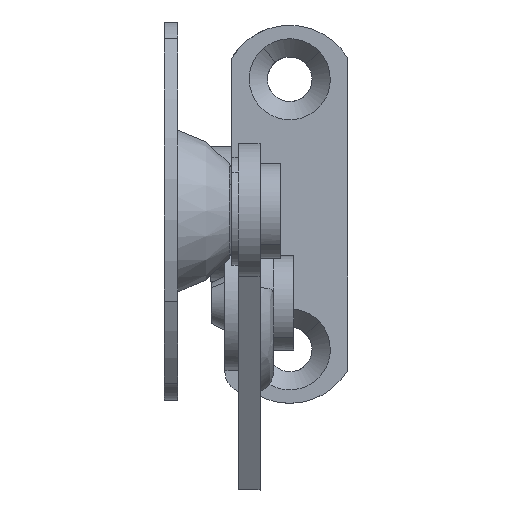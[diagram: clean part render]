
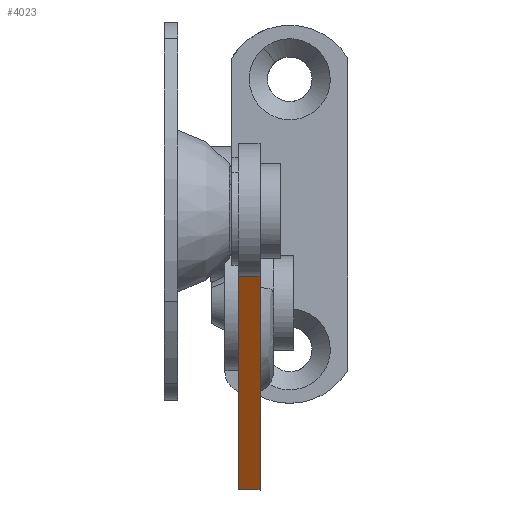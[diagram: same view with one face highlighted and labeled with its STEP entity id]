
A CAD part, top view. The second image highlights one B-rep face of the part: STEP entity #4023.
In plain terms, the highlighted free-form (B-spline) face has degree [1, 1] with [2, 2] control points.
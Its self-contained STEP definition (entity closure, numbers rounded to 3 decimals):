
#3791=CARTESIAN_POINT('',(5.5,-20.488,2.464));
#3792=VERTEX_POINT('',#3791);
#3805=CARTESIAN_POINT('',(5.5,-4.827,67.802));
#3806=VERTEX_POINT('',#3805);
#3807=CARTESIAN_POINT('',(5.5,-20.488,2.464));
#3808=CARTESIAN_POINT('',(5.5,-4.827,67.802));
#3809=QUASI_UNIFORM_CURVE('',1,(#3807,#3808),.UNSPECIFIED.,.F.,.U.);
#3810=EDGE_CURVE('',#3792,#3806,#3809,.T.);
#3870=CARTESIAN_POINT('',(7.1,-20.488,2.464));
#3871=VERTEX_POINT('',#3870);
#3887=CARTESIAN_POINT('',(5.5,-20.488,2.464));
#3888=CARTESIAN_POINT('',(7.1,-20.488,2.464));
#3889=QUASI_UNIFORM_CURVE('',1,(#3887,#3888),.UNSPECIFIED.,.F.,.U.);
#3890=EDGE_CURVE('',#3792,#3871,#3889,.T.);
#3971=CARTESIAN_POINT('',(7.1,-4.827,67.802));
#3972=VERTEX_POINT('',#3971);
#4000=CARTESIAN_POINT('',(5.5,-4.827,67.802));
#4001=CARTESIAN_POINT('',(7.1,-4.827,67.802));
#4002=QUASI_UNIFORM_CURVE('',1,(#4000,#4001),.UNSPECIFIED.,.F.,.U.);
#4003=EDGE_CURVE('',#3806,#3972,#4002,.T.);
#4008=CARTESIAN_POINT('',(5.42,-4.045,71.066));
#4009=CARTESIAN_POINT('',(5.42,-21.271,-0.8));
#4010=CARTESIAN_POINT('',(7.18,-4.045,71.066));
#4011=CARTESIAN_POINT('',(7.18,-21.271,-0.8));
#4012=B_SPLINE_SURFACE_WITH_KNOTS('',1,1,((#4008,#4010),(#4009,#4011)),.UNSPECIFIED.,.F.,.F.,.U.,(2,2),(2,2),(0.0,73.901),(0.042,0.958),.UNSPECIFIED.);
#4013=CARTESIAN_POINT('',(7.1,-20.488,2.464));
#4014=CARTESIAN_POINT('',(7.1,-4.827,67.802));
#4015=QUASI_UNIFORM_CURVE('',1,(#4013,#4014),.UNSPECIFIED.,.F.,.U.);
#4016=EDGE_CURVE('',#3871,#3972,#4015,.T.);
#4017=ORIENTED_EDGE('',*,*,#4016,.T.);
#4018=ORIENTED_EDGE('',*,*,#4003,.F.);
#4019=ORIENTED_EDGE('',*,*,#3810,.F.);
#4020=ORIENTED_EDGE('',*,*,#3890,.T.);
#4021=EDGE_LOOP('',(#4017,#4018,#4019,#4020));
#4022=FACE_OUTER_BOUND('',#4021,.T.);
#4023=ADVANCED_FACE('',(#4022),#4012,.T.);
